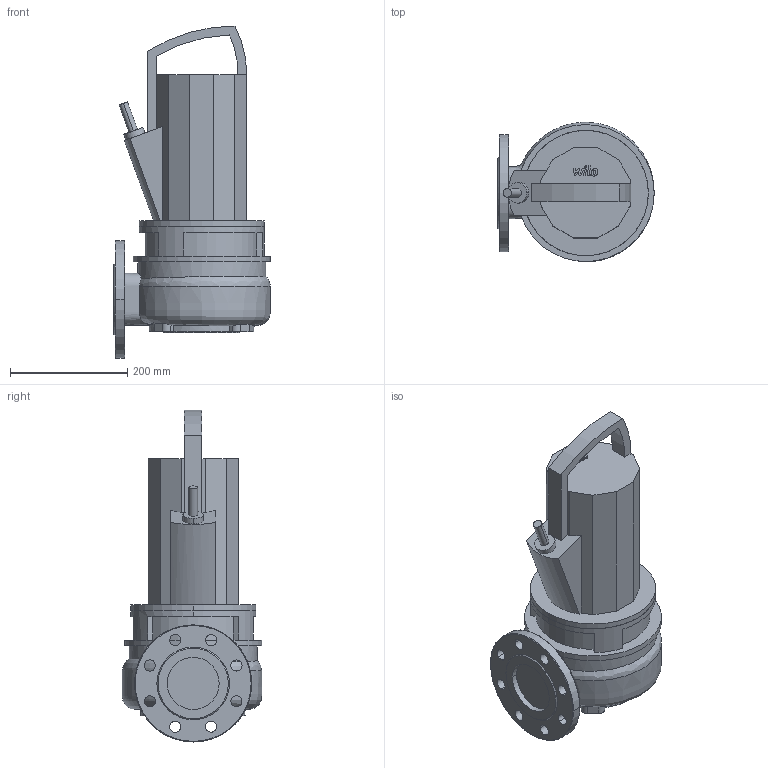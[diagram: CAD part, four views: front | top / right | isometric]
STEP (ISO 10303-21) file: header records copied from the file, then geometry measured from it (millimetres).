
FILE_DESCRIPTION((''),'2;1');
FILE_NAME('3d_PROC08DA-418_EAD1X4-T0015-540-O-6078840.stp','2016-08-05T07:42:34',(''),(''),'Mechanical Desktop 2009','Mechanical Desktop 2009',', , ');
FILE_SCHEMA(('CONFIG_CONTROL_DESIGN'));
Length unit declared in the file: millimetre
Products named in the file (1): Product
Bounding box: 267 x 237.99 x 567 mm (x, y, z)
Volume: 13171665.4 mm3; surface area: 561787.4 mm2
Topology: 8 solids, 8 shells, 174 faces, 469 edges, 316 vertices
Faces by surface type: bspline 88, plane 53, cylinder 33
Full cylindrical faces by diameter (mm): 219 x1
Entity records: 12729 total; most frequent: CARTESIAN_POINT 8579, ORIENTED_EDGE 938, DIRECTION 665, EDGE_CURVE 469, VERTEX_POINT 316, VECTOR 255, LINE 255, AXIS2_PLACEMENT_3D 205
